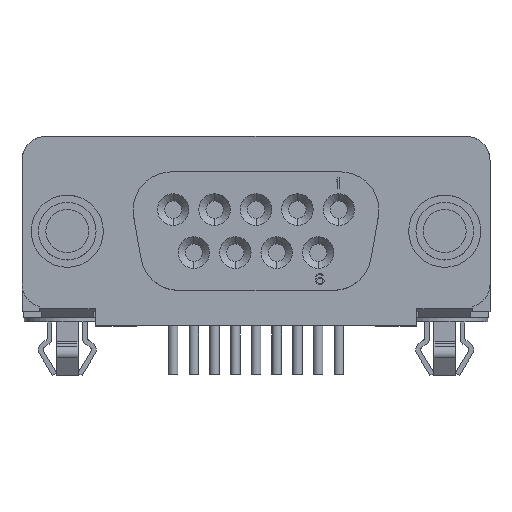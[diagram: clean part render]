
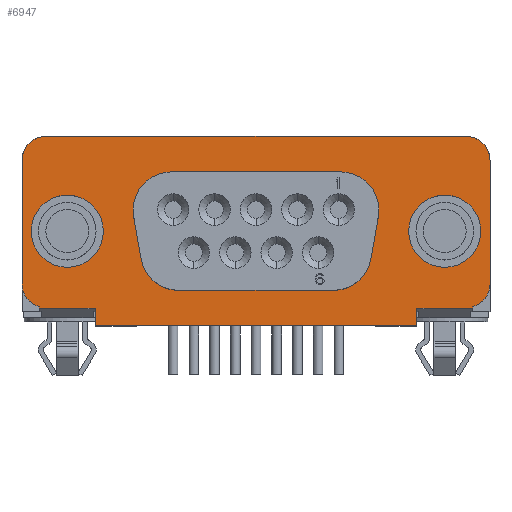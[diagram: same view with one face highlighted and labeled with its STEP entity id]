
A CAD part, top view. The second image highlights one B-rep face of the part: STEP entity #6947.
In plain terms, the highlighted planar face has unit normal (0, 0, 1).
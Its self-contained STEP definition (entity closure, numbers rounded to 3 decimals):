
#104=DIRECTION('',(0.,-1.,0.));
#105=VECTOR('',#104,8.185);
#106=CARTESIAN_POINT('',(-15.494,4.699,-6.071));
#107=LINE('',#106,#105);
#174=CARTESIAN_POINT('',(-5.598,1.382,-6.071));
#175=DIRECTION('',(0.,0.,1.));
#176=DIRECTION('',(0.,1.,0.));
#177=AXIS2_PLACEMENT_3D('',#174,#175,#176);
#179=DIRECTION('',(0.174,-0.985,0.));
#180=VECTOR('',#179,2.806);
#181=CARTESIAN_POINT('',(-8.1,0.941,-6.071));
#182=LINE('',#181,#180);
#183=CARTESIAN_POINT('',(-5.111,-1.382,-6.071));
#184=DIRECTION('',(0.,0.,1.));
#185=DIRECTION('',(-0.985,-0.174,0.));
#186=AXIS2_PLACEMENT_3D('',#183,#184,#185);
#188=DIRECTION('',(1.,0.,0.));
#189=VECTOR('',#188,10.222);
#190=CARTESIAN_POINT('',(-5.111,-3.922,-6.071));
#191=LINE('',#190,#189);
#192=CARTESIAN_POINT('',(5.111,-1.382,-6.071));
#193=DIRECTION('',(0.,0.,1.));
#194=DIRECTION('',(0.,-1.,0.));
#195=AXIS2_PLACEMENT_3D('',#192,#193,#194);
#197=DIRECTION('',(0.174,0.985,0.));
#198=VECTOR('',#197,2.806);
#199=CARTESIAN_POINT('',(7.612,-1.823,-6.071));
#200=LINE('',#199,#198);
#201=CARTESIAN_POINT('',(5.598,1.382,-6.071));
#202=DIRECTION('',(0.,0.,1.));
#203=DIRECTION('',(0.985,-0.174,0.));
#204=AXIS2_PLACEMENT_3D('',#201,#202,#203);
#206=DIRECTION('',(-1.,0.,0.));
#207=VECTOR('',#206,11.196);
#208=CARTESIAN_POINT('',(5.598,3.922,-6.071));
#209=LINE('',#208,#207);
#210=DIRECTION('',(0.,1.,0.));
#211=VECTOR('',#210,1.158);
#212=CARTESIAN_POINT('',(10.655,-6.274,-6.071));
#213=LINE('',#212,#211);
#214=DIRECTION('',(0.,1.,0.));
#215=VECTOR('',#214,1.158);
#216=CARTESIAN_POINT('',(-10.655,-6.274,-6.071));
#217=LINE('',#216,#215);
#218=DIRECTION('',(-1.,0.,0.));
#219=VECTOR('',#218,3.683);
#220=CARTESIAN_POINT('',(-10.655,-5.116,-6.071));
#221=LINE('',#220,#219);
#222=DIRECTION('',(0.,1.,0.));
#223=VECTOR('',#222,0.112);
#224=CARTESIAN_POINT('',(-14.338,-5.116,-6.071));
#225=LINE('',#224,#223);
#226=CARTESIAN_POINT('',(-13.919,-3.486,-6.071));
#227=DIRECTION('',(0.,0.,1.));
#228=DIRECTION('',(-1.,0.,0.));
#229=AXIS2_PLACEMENT_3D('',#226,#227,#228);
#231=CARTESIAN_POINT('',(-13.919,4.699,-6.071));
#232=DIRECTION('',(0.,0.,1.));
#233=DIRECTION('',(0.,1.,0.));
#234=AXIS2_PLACEMENT_3D('',#231,#232,#233);
#236=DIRECTION('',(1.,0.,0.));
#237=VECTOR('',#236,27.838);
#238=CARTESIAN_POINT('',(-13.919,6.274,-6.071));
#239=LINE('',#238,#237);
#240=CARTESIAN_POINT('',(13.919,4.699,-6.071));
#241=DIRECTION('',(0.,0.,1.));
#242=DIRECTION('',(1.,0.,0.));
#243=AXIS2_PLACEMENT_3D('',#240,#241,#242);
#245=CARTESIAN_POINT('',(13.919,-3.486,-6.071));
#246=DIRECTION('',(0.,0.,1.));
#247=DIRECTION('',(0.266,-0.964,0.));
#248=AXIS2_PLACEMENT_3D('',#245,#246,#247);
#250=DIRECTION('',(0.,-1.,0.));
#251=VECTOR('',#250,0.112);
#252=CARTESIAN_POINT('',(14.338,-5.004,-6.071));
#253=LINE('',#252,#251);
#254=DIRECTION('',(-1.,0.,0.));
#255=VECTOR('',#254,3.683);
#256=CARTESIAN_POINT('',(14.338,-5.116,-6.071));
#257=LINE('',#256,#255);
#258=CARTESIAN_POINT('',(12.497,0.,-6.071));
#259=DIRECTION('',(0.,0.,1.));
#260=DIRECTION('',(1.,0.,0.));
#261=AXIS2_PLACEMENT_3D('',#258,#259,#260);
#263=CARTESIAN_POINT('',(12.497,0.,-6.071));
#264=DIRECTION('',(0.,0.,1.));
#265=DIRECTION('',(-1.,0.,0.));
#266=AXIS2_PLACEMENT_3D('',#263,#264,#265);
#268=CARTESIAN_POINT('',(-12.497,0.,-6.071));
#269=DIRECTION('',(0.,0.,1.));
#270=DIRECTION('',(1.,0.,0.));
#271=AXIS2_PLACEMENT_3D('',#268,#269,#270);
#273=CARTESIAN_POINT('',(-12.497,0.,-6.071));
#274=DIRECTION('',(0.,0.,1.));
#275=DIRECTION('',(-1.,0.,0.));
#276=AXIS2_PLACEMENT_3D('',#273,#274,#275);
#1762=DIRECTION('',(1.,0.,0.));
#1763=VECTOR('',#1762,21.311);
#1764=CARTESIAN_POINT('',(-10.655,-6.274,-6.071));
#1765=LINE('',#1764,#1763);
#2596=DIRECTION('',(0.,-1.,0.));
#2597=VECTOR('',#2596,8.185);
#2598=CARTESIAN_POINT('',(15.494,4.699,-6.071));
#2599=LINE('',#2598,#2597);
#5298=CARTESIAN_POINT('',(-5.598,3.922,-6.071));
#5299=CARTESIAN_POINT('',(-8.1,0.941,-6.071));
#5300=VERTEX_POINT('',#5298);
#5301=VERTEX_POINT('',#5299);
#5302=CARTESIAN_POINT('',(-7.612,-1.823,-6.071));
#5303=VERTEX_POINT('',#5302);
#5304=CARTESIAN_POINT('',(-5.111,-3.922,-6.071));
#5305=VERTEX_POINT('',#5304);
#5306=CARTESIAN_POINT('',(5.111,-3.922,-6.071));
#5307=VERTEX_POINT('',#5306);
#5308=CARTESIAN_POINT('',(7.612,-1.823,-6.071));
#5309=VERTEX_POINT('',#5308);
#5310=CARTESIAN_POINT('',(8.1,0.941,-6.071));
#5311=VERTEX_POINT('',#5310);
#5312=CARTESIAN_POINT('',(5.598,3.922,-6.071));
#5313=VERTEX_POINT('',#5312);
#5322=CARTESIAN_POINT('',(10.655,-6.274,-6.071));
#5323=CARTESIAN_POINT('',(10.655,-5.116,-6.071));
#5324=VERTEX_POINT('',#5322);
#5325=VERTEX_POINT('',#5323);
#5326=CARTESIAN_POINT('',(-10.655,-6.274,-6.071));
#5327=VERTEX_POINT('',#5326);
#5418=CARTESIAN_POINT('',(14.338,-5.004,-6.071));
#5419=CARTESIAN_POINT('',(14.338,-5.116,-6.071));
#5420=VERTEX_POINT('',#5418);
#5421=VERTEX_POINT('',#5419);
#6230=CARTESIAN_POINT('',(14.884,0.,-6.071));
#6231=CARTESIAN_POINT('',(10.109,0.,-6.071));
#6232=VERTEX_POINT('',#6230);
#6233=VERTEX_POINT('',#6231);
#6234=CARTESIAN_POINT('',(-10.109,0.,-6.071));
#6235=CARTESIAN_POINT('',(-14.884,0.,-6.071));
#6236=VERTEX_POINT('',#6234);
#6237=VERTEX_POINT('',#6235);
#6702=CARTESIAN_POINT('',(-15.494,-3.486,-6.071));
#6703=VERTEX_POINT('',#6702);
#6704=CARTESIAN_POINT('',(15.494,-3.486,-6.071));
#6705=VERTEX_POINT('',#6704);
#6706=CARTESIAN_POINT('',(-10.655,-5.116,-6.071));
#6707=VERTEX_POINT('',#6706);
#6708=CARTESIAN_POINT('',(-14.338,-5.116,-6.071));
#6709=VERTEX_POINT('',#6708);
#6710=CARTESIAN_POINT('',(-14.338,-5.004,-6.071));
#6711=VERTEX_POINT('',#6710);
#6762=CARTESIAN_POINT('',(15.494,4.699,-6.071));
#6763=CARTESIAN_POINT('',(13.919,6.274,-6.071));
#6764=VERTEX_POINT('',#6762);
#6765=VERTEX_POINT('',#6763);
#6766=CARTESIAN_POINT('',(-13.919,6.274,-6.071));
#6767=CARTESIAN_POINT('',(-15.494,4.699,-6.071));
#6768=VERTEX_POINT('',#6766);
#6769=VERTEX_POINT('',#6767);
#6884=CARTESIAN_POINT('',(-15.494,6.274,-6.071));
#6885=DIRECTION('',(0.,0.,1.));
#6886=DIRECTION('',(0.,-1.,0.));
#6887=AXIS2_PLACEMENT_3D('',#6884,#6885,#6886);
#6888=PLANE('',#6887);
#6890=ORIENTED_EDGE('',*,*,#6889,.F.);
#6892=ORIENTED_EDGE('',*,*,#6891,.F.);
#6894=ORIENTED_EDGE('',*,*,#6893,.T.);
#6896=ORIENTED_EDGE('',*,*,#6895,.T.);
#6898=ORIENTED_EDGE('',*,*,#6897,.T.);
#6900=ORIENTED_EDGE('',*,*,#6899,.F.);
#6901=ORIENTED_EDGE('',*,*,#6791,.F.);
#6903=ORIENTED_EDGE('',*,*,#6902,.F.);
#6905=ORIENTED_EDGE('',*,*,#6904,.T.);
#6907=ORIENTED_EDGE('',*,*,#6906,.F.);
#6909=ORIENTED_EDGE('',*,*,#6908,.T.);
#6911=ORIENTED_EDGE('',*,*,#6910,.F.);
#6913=ORIENTED_EDGE('',*,*,#6912,.T.);
#6915=ORIENTED_EDGE('',*,*,#6914,.T.);
#6916=EDGE_LOOP('',(#6890,#6892,#6894,#6896,#6898,#6900,#6901,#6903,#6905,#6907,
#6909,#6911,#6913,#6915));
#6917=FACE_OUTER_BOUND('',#6916,.F.);
#6919=ORIENTED_EDGE('',*,*,#6918,.T.);
#6921=ORIENTED_EDGE('',*,*,#6920,.T.);
#6923=ORIENTED_EDGE('',*,*,#6922,.T.);
#6925=ORIENTED_EDGE('',*,*,#6924,.T.);
#6927=ORIENTED_EDGE('',*,*,#6926,.T.);
#6929=ORIENTED_EDGE('',*,*,#6928,.T.);
#6931=ORIENTED_EDGE('',*,*,#6930,.T.);
#6933=ORIENTED_EDGE('',*,*,#6932,.T.);
#6934=EDGE_LOOP('',(#6919,#6921,#6923,#6925,#6927,#6929,#6931,#6933));
#6935=FACE_BOUND('',#6934,.F.);
#6937=ORIENTED_EDGE('',*,*,#6936,.T.);
#6939=ORIENTED_EDGE('',*,*,#6938,.T.);
#6940=EDGE_LOOP('',(#6937,#6939));
#6941=FACE_BOUND('',#6940,.F.);
#6942=ORIENTED_EDGE('',*,*,#6874,.T.);
#6944=ORIENTED_EDGE('',*,*,#6943,.T.);
#6945=EDGE_LOOP('',(#6942,#6944));
#6946=FACE_BOUND('',#6945,.F.);
#6947=ADVANCED_FACE('',(#6917,#6935,#6941,#6946),#6888,.T.);
#178=CIRCLE('',#177,2.54);
#187=CIRCLE('',#186,2.54);
#196=CIRCLE('',#195,2.54);
#205=CIRCLE('',#204,2.54);
#230=CIRCLE('',#229,1.575);
#235=CIRCLE('',#234,1.575);
#244=CIRCLE('',#243,1.575);
#249=CIRCLE('',#248,1.575);
#262=CIRCLE('',#261,2.388);
#267=CIRCLE('',#266,2.388);
#272=CIRCLE('',#271,2.388);
#277=CIRCLE('',#276,2.388);
#6791=EDGE_CURVE('',#6769,#6703,#107,.T.);
#6874=EDGE_CURVE('',#6236,#6237,#272,.T.);
#6889=EDGE_CURVE('',#5324,#5325,#213,.T.);
#6891=EDGE_CURVE('',#5327,#5324,#1765,.T.);
#6893=EDGE_CURVE('',#5327,#6707,#217,.T.);
#6895=EDGE_CURVE('',#6707,#6709,#221,.T.);
#6897=EDGE_CURVE('',#6709,#6711,#225,.T.);
#6899=EDGE_CURVE('',#6703,#6711,#230,.T.);
#6902=EDGE_CURVE('',#6768,#6769,#235,.T.);
#6904=EDGE_CURVE('',#6768,#6765,#239,.T.);
#6906=EDGE_CURVE('',#6764,#6765,#244,.T.);
#6908=EDGE_CURVE('',#6764,#6705,#2599,.T.);
#6910=EDGE_CURVE('',#5420,#6705,#249,.T.);
#6912=EDGE_CURVE('',#5420,#5421,#253,.T.);
#6914=EDGE_CURVE('',#5421,#5325,#257,.T.);
#6918=EDGE_CURVE('',#5300,#5301,#178,.T.);
#6920=EDGE_CURVE('',#5301,#5303,#182,.T.);
#6922=EDGE_CURVE('',#5303,#5305,#187,.T.);
#6924=EDGE_CURVE('',#5305,#5307,#191,.T.);
#6926=EDGE_CURVE('',#5307,#5309,#196,.T.);
#6928=EDGE_CURVE('',#5309,#5311,#200,.T.);
#6930=EDGE_CURVE('',#5311,#5313,#205,.T.);
#6932=EDGE_CURVE('',#5313,#5300,#209,.T.);
#6936=EDGE_CURVE('',#6232,#6233,#262,.T.);
#6938=EDGE_CURVE('',#6233,#6232,#267,.T.);
#6943=EDGE_CURVE('',#6237,#6236,#277,.T.);
